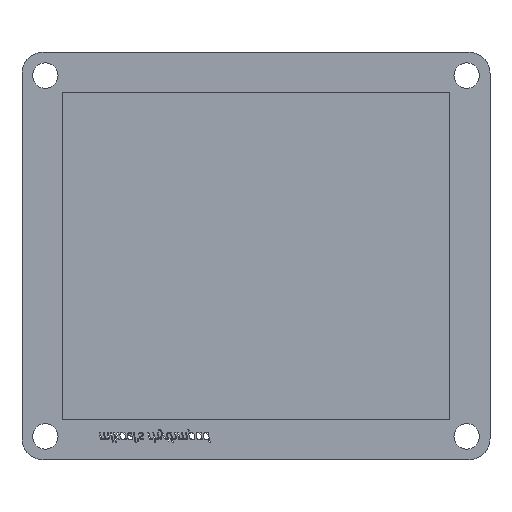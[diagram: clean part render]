
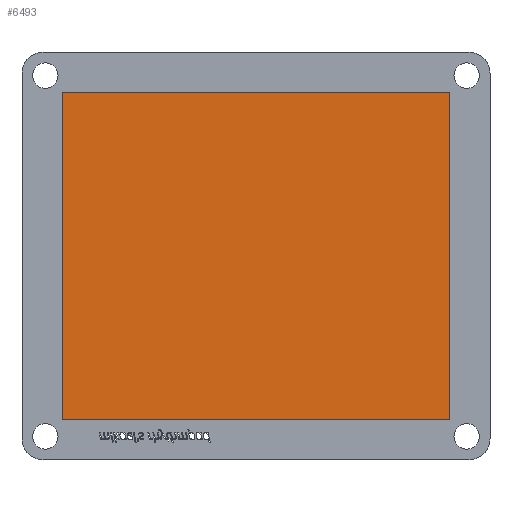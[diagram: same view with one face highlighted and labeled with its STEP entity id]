
A CAD part, top view. The second image highlights one B-rep face of the part: STEP entity #6493.
In plain terms, the highlighted planar face has unit normal (0, 0, 1).
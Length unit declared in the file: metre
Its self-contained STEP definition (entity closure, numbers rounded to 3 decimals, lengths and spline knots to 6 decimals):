
#2465=ORIENTED_EDGE('',*,*,#3383,.F.);
#2466=ORIENTED_EDGE('',*,*,#3379,.T.);
#2467=ORIENTED_EDGE('',*,*,#3433,.T.);
#2468=ORIENTED_EDGE('',*,*,#3386,.F.);
#3379=EDGE_CURVE('',#4071,#4072,#4655,.T.);
#3383=EDGE_CURVE('',#4071,#4075,#4659,.T.);
#3386=EDGE_CURVE('',#4075,#4077,#4662,.T.);
#3433=EDGE_CURVE('',#4072,#4077,#4681,.T.);
#4071=VERTEX_POINT('',#11102);
#4072=VERTEX_POINT('',#11103);
#4075=VERTEX_POINT('',#11111);
#4077=VERTEX_POINT('',#11117);
#4655=LINE('',#11101,#5251);
#4659=LINE('',#11110,#5255);
#4662=LINE('',#11116,#5258);
#4681=LINE('',#11218,#5277);
#5251=VECTOR('',#8450,1.);
#5255=VECTOR('',#8456,1.);
#5258=VECTOR('',#8461,1.);
#5277=VECTOR('',#8570,1.);
#5652=EDGE_LOOP('',(#2465,#2466,#2467,#2468));
#6026=FACE_BOUND('',#5652,.T.);
#6172=PLANE('',#7007);
#6493=ADVANCED_FACE('',(#6026),#6172,.T.);
#7007=AXIS2_PLACEMENT_3D('',#11239,#8598,#8599);
#8450=DIRECTION('',(0.,-1.,0.));
#8456=DIRECTION('',(1.,0.,0.));
#8461=DIRECTION('',(0.,-1.,0.));
#8570=DIRECTION('',(1.,0.,0.));
#8598=DIRECTION('',(0.,0.,1.));
#8599=DIRECTION('',(1.,0.,0.));
#11101=CARTESIAN_POINT('',(-0.045744,0.,0.003));
#11102=CARTESIAN_POINT('',(-0.045744,0.0386,0.003));
#11103=CARTESIAN_POINT('',(-0.045744,-0.0386,0.003));
#11110=CARTESIAN_POINT('',(0.,0.0386,0.003));
#11111=CARTESIAN_POINT('',(0.045744,0.0386,0.003));
#11116=CARTESIAN_POINT('',(0.045744,0.,0.003));
#11117=CARTESIAN_POINT('',(0.045744,-0.0386,0.003));
#11218=CARTESIAN_POINT('',(0.,-0.0386,0.003));
#11239=CARTESIAN_POINT('',(0.,0.,0.003));
